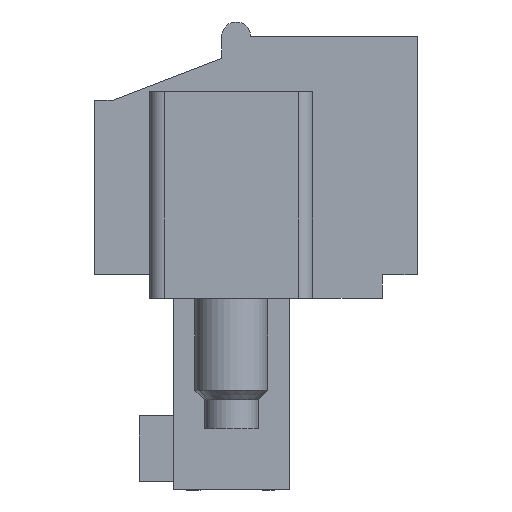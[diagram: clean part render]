
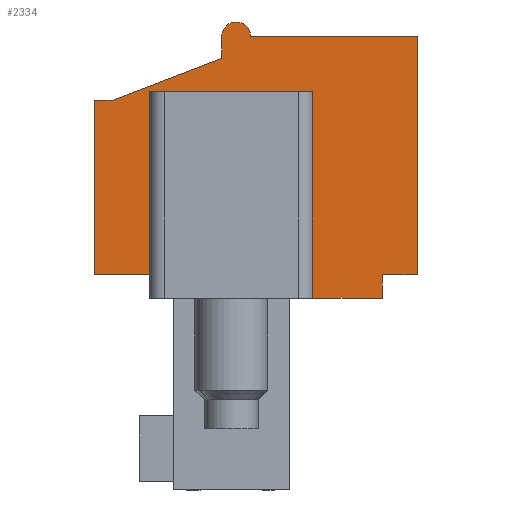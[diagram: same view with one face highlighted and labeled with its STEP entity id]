
A CAD part, left-side view. The second image highlights one B-rep face of the part: STEP entity #2334.
In plain terms, the highlighted planar face has unit normal (-1, 0, 0).
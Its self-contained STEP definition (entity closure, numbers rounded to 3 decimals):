
#2237=AXIS2_PLACEMENT_3D('Plane Axis2P3D',#2234,#2235,#2236) ;
#2260=AXIS2_PLACEMENT_3D('Circle Axis2P3D',#2258,#2259,$) ;
#2267=AXIS2_PLACEMENT_3D('Circle Axis2P3D',#2265,#2266,$) ;
#1666=CARTESIAN_POINT('Vertex',(4.8,11.1,7.4)) ;
#1669=CARTESIAN_POINT('Line Origine',(4.8,11.1,10.4)) ;
#1673=CARTESIAN_POINT('Vertex',(4.8,11.1,13.4)) ;
#1879=CARTESIAN_POINT('Vertex',(4.8,1.2,6.6)) ;
#1884=CARTESIAN_POINT('Line Origine',(4.8,2.4,6.6)) ;
#1888=CARTESIAN_POINT('Vertex',(4.8,3.6,6.6)) ;
#2199=CARTESIAN_POINT('Line Origine',(4.8,0.,11.5)) ;
#2203=CARTESIAN_POINT('Vertex',(4.8,0.,7.4)) ;
#2205=CARTESIAN_POINT('Vertex',(4.8,0.,15.6)) ;
#2234=CARTESIAN_POINT('Axis2P3D Location',(4.8,0.,0.)) ;
#2239=CARTESIAN_POINT('Line Origine',(4.8,1.2,7.)) ;
#2243=CARTESIAN_POINT('Vertex',(4.8,1.2,7.4)) ;
#2246=CARTESIAN_POINT('Line Origine',(4.8,0.6,7.4)) ;
#2251=CARTESIAN_POINT('Line Origine',(4.8,2.865,15.6)) ;
#2255=CARTESIAN_POINT('Vertex',(4.8,5.73,15.6)) ;
#2258=CARTESIAN_POINT('Axis2P3D Location',(4.8,6.23,15.6)) ;
#2262=CARTESIAN_POINT('Vertex',(4.8,6.23,16.1)) ;
#2265=CARTESIAN_POINT('Axis2P3D Location',(4.8,6.23,15.6)) ;
#2269=CARTESIAN_POINT('Vertex',(4.8,6.73,15.6)) ;
#2272=CARTESIAN_POINT('Line Origine',(4.8,6.73,15.225)) ;
#2276=CARTESIAN_POINT('Vertex',(4.8,6.73,14.85)) ;
#2279=CARTESIAN_POINT('Line Origine',(4.8,8.615,14.125)) ;
#2283=CARTESIAN_POINT('Vertex',(4.8,10.5,13.4)) ;
#2286=CARTESIAN_POINT('Line Origine',(4.8,10.8,13.4)) ;
#2291=CARTESIAN_POINT('Line Origine',(4.8,10.15,7.4)) ;
#2295=CARTESIAN_POINT('Vertex',(4.8,9.2,7.4)) ;
#2298=CARTESIAN_POINT('Line Origine',(4.8,9.2,10.55)) ;
#2302=CARTESIAN_POINT('Vertex',(4.8,9.2,13.7)) ;
#2305=CARTESIAN_POINT('Line Origine',(4.8,6.4,13.7)) ;
#2309=CARTESIAN_POINT('Vertex',(4.8,3.6,13.7)) ;
#2312=CARTESIAN_POINT('Line Origine',(4.8,3.6,10.15)) ;
#1670=DIRECTION('Vector Direction',(0.,0.,-1.)) ;
#1885=DIRECTION('Vector Direction',(0.,-1.,0.)) ;
#2200=DIRECTION('Vector Direction',(0.,0.,1.)) ;
#2235=DIRECTION('Axis2P3D Direction',(-1.,0.,0.)) ;
#2236=DIRECTION('Axis2P3D XDirection',(0.,0.,1.)) ;
#2240=DIRECTION('Vector Direction',(0.,0.,1.)) ;
#2247=DIRECTION('Vector Direction',(0.,-1.,0.)) ;
#2252=DIRECTION('Vector Direction',(0.,1.,0.)) ;
#2259=DIRECTION('Axis2P3D Direction',(-1.,0.,0.)) ;
#2266=DIRECTION('Axis2P3D Direction',(-1.,0.,0.)) ;
#2273=DIRECTION('Vector Direction',(0.,0.,-1.)) ;
#2280=DIRECTION('Vector Direction',(0.,0.933,-0.359)) ;
#2287=DIRECTION('Vector Direction',(0.,1.,0.)) ;
#2292=DIRECTION('Vector Direction',(0.,-1.,0.)) ;
#2299=DIRECTION('Vector Direction',(0.,0.,1.)) ;
#2306=DIRECTION('Vector Direction',(0.,-1.,0.)) ;
#2313=DIRECTION('Vector Direction',(0.,0.,-1.)) ;
#1671=VECTOR('Line Direction',#1670,1.) ;
#1886=VECTOR('Line Direction',#1885,1.) ;
#2201=VECTOR('Line Direction',#2200,1.) ;
#2241=VECTOR('Line Direction',#2240,1.) ;
#2248=VECTOR('Line Direction',#2247,1.) ;
#2253=VECTOR('Line Direction',#2252,1.) ;
#2274=VECTOR('Line Direction',#2273,1.) ;
#2281=VECTOR('Line Direction',#2280,1.) ;
#2288=VECTOR('Line Direction',#2287,1.) ;
#2293=VECTOR('Line Direction',#2292,1.) ;
#2300=VECTOR('Line Direction',#2299,1.) ;
#2307=VECTOR('Line Direction',#2306,1.) ;
#2314=VECTOR('Line Direction',#2313,1.) ;
#2318=ORIENTED_EDGE('',*,*,#1890,.T.) ;
#2319=ORIENTED_EDGE('',*,*,#2245,.F.) ;
#2320=ORIENTED_EDGE('',*,*,#2250,.F.) ;
#2321=ORIENTED_EDGE('',*,*,#2207,.T.) ;
#2322=ORIENTED_EDGE('',*,*,#2257,.F.) ;
#2323=ORIENTED_EDGE('',*,*,#2264,.F.) ;
#2324=ORIENTED_EDGE('',*,*,#2271,.F.) ;
#2325=ORIENTED_EDGE('',*,*,#2278,.F.) ;
#2326=ORIENTED_EDGE('',*,*,#2285,.F.) ;
#2327=ORIENTED_EDGE('',*,*,#2290,.F.) ;
#2328=ORIENTED_EDGE('',*,*,#1675,.T.) ;
#2329=ORIENTED_EDGE('',*,*,#2297,.F.) ;
#2330=ORIENTED_EDGE('',*,*,#2304,.F.) ;
#2331=ORIENTED_EDGE('',*,*,#2311,.F.) ;
#2332=ORIENTED_EDGE('',*,*,#2316,.F.) ;
#2334=ADVANCED_FACE('HOUSING',(#2333),#2238,.T.) ;
#2261=CIRCLE('generated circle',#2260,0.5) ;
#2268=CIRCLE('generated circle',#2267,0.5) ;
#1675=EDGE_CURVE('',#1674,#1667,#1672,.T.) ;
#1890=EDGE_CURVE('',#1889,#1880,#1887,.T.) ;
#2207=EDGE_CURVE('',#2204,#2206,#2202,.T.) ;
#2245=EDGE_CURVE('',#2244,#1880,#2242,.F.) ;
#2250=EDGE_CURVE('',#2204,#2244,#2249,.F.) ;
#2257=EDGE_CURVE('',#2256,#2206,#2254,.F.) ;
#2264=EDGE_CURVE('',#2263,#2256,#2261,.F.) ;
#2271=EDGE_CURVE('',#2270,#2263,#2268,.F.) ;
#2278=EDGE_CURVE('',#2277,#2270,#2275,.F.) ;
#2285=EDGE_CURVE('',#2284,#2277,#2282,.F.) ;
#2290=EDGE_CURVE('',#1674,#2284,#2289,.F.) ;
#2297=EDGE_CURVE('',#2296,#1667,#2294,.F.) ;
#2304=EDGE_CURVE('',#2303,#2296,#2301,.F.) ;
#2311=EDGE_CURVE('',#2310,#2303,#2308,.F.) ;
#2316=EDGE_CURVE('',#1889,#2310,#2315,.F.) ;
#2317=EDGE_LOOP('',(#2318,#2319,#2320,#2321,#2322,#2323,#2324,#2325,#2326,#2327,#2328,#2329,#2330,#2331,#2332)) ;
#2333=FACE_OUTER_BOUND('',#2317,.T.) ;
#1672=LINE('Line',#1669,#1671) ;
#1887=LINE('Line',#1884,#1886) ;
#2202=LINE('Line',#2199,#2201) ;
#2242=LINE('Line',#2239,#2241) ;
#2249=LINE('Line',#2246,#2248) ;
#2254=LINE('Line',#2251,#2253) ;
#2275=LINE('Line',#2272,#2274) ;
#2282=LINE('Line',#2279,#2281) ;
#2289=LINE('Line',#2286,#2288) ;
#2294=LINE('Line',#2291,#2293) ;
#2301=LINE('Line',#2298,#2300) ;
#2308=LINE('Line',#2305,#2307) ;
#2315=LINE('Line',#2312,#2314) ;
#2238=PLANE('',#2237) ;
#1667=VERTEX_POINT('',#1666) ;
#1674=VERTEX_POINT('',#1673) ;
#1880=VERTEX_POINT('',#1879) ;
#1889=VERTEX_POINT('',#1888) ;
#2204=VERTEX_POINT('',#2203) ;
#2206=VERTEX_POINT('',#2205) ;
#2244=VERTEX_POINT('',#2243) ;
#2256=VERTEX_POINT('',#2255) ;
#2263=VERTEX_POINT('',#2262) ;
#2270=VERTEX_POINT('',#2269) ;
#2277=VERTEX_POINT('',#2276) ;
#2284=VERTEX_POINT('',#2283) ;
#2296=VERTEX_POINT('',#2295) ;
#2303=VERTEX_POINT('',#2302) ;
#2310=VERTEX_POINT('',#2309) ;
